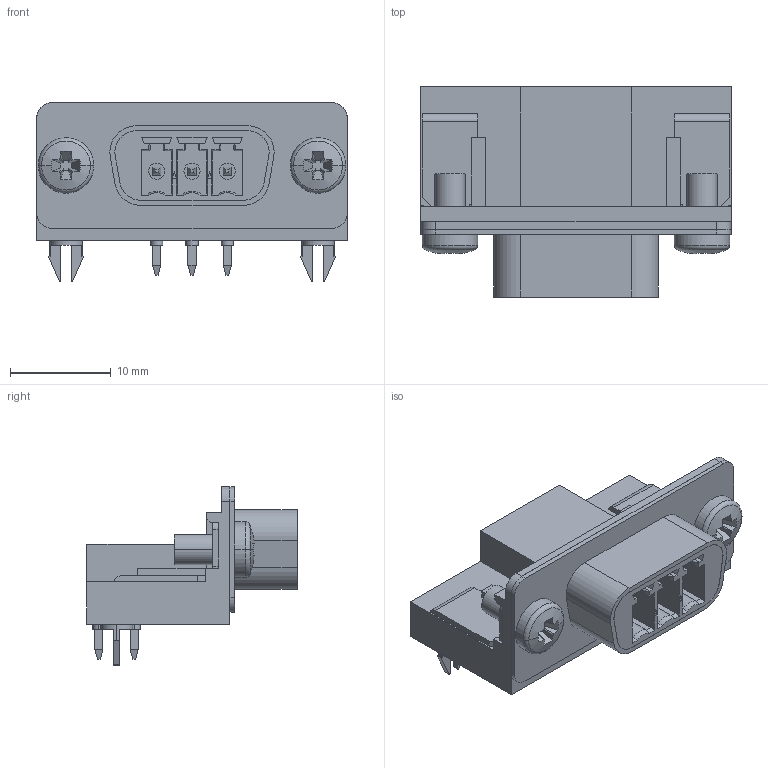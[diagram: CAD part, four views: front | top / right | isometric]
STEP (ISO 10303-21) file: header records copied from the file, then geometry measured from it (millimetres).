
FILE_DESCRIPTION(('Creo Elements/Direct Modeling STEP Export'),'2;1');
FILE_NAME('model.stp','2019-08-07T10:53:04',(''),(''),'Creo Elements/Direct Modeling STEP processor for AP214 (Solid Model)','Creo Elements/Direct Modeling 20.1A 29-Sep-2018 (C) Parametric Technology GmbH','');
FILE_SCHEMA(('AUTOMOTIVE_DESIGN { 1 0 10303 214 1 1 1 1 }'));
Length unit declared in the file: millimetre
Products named in the file (2): VS-PSC-1.5-3-M
Assembly tree (1 placements, depth 2):
  VS-PSC-1.5-3-M
    VS-PSC-1.5-3-M
Bounding box: 30.8 x 20.86 x 17.75 mm (x, y, z)
Volume: 3691.7 mm3; surface area: 3018.4 mm2
Topology: 1 solids, 1 shells, 351 faces, 954 edges, 627 vertices
Faces by surface type: plane 263, cylinder 77, torus 4, sphere 4, cone 3
Entity records: 14039 total; most frequent: CARTESIAN_POINT 2473, ORIENTED_EDGE 1908, DIRECTION 1725, EDGE_CURVE 954, VECTOR 691, LINE 691, VERTEX_POINT 627, AXIS2_PLACEMENT_3D 517
